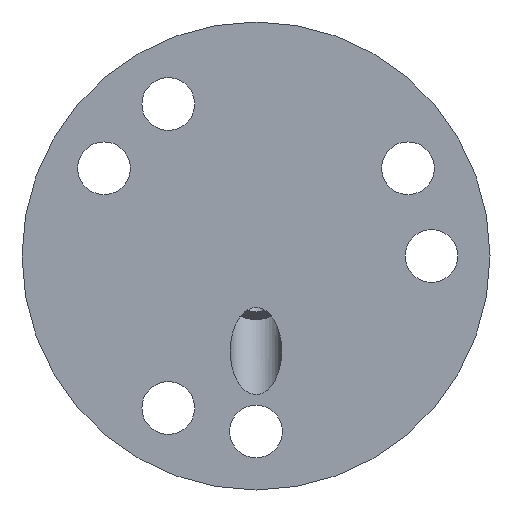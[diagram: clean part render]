
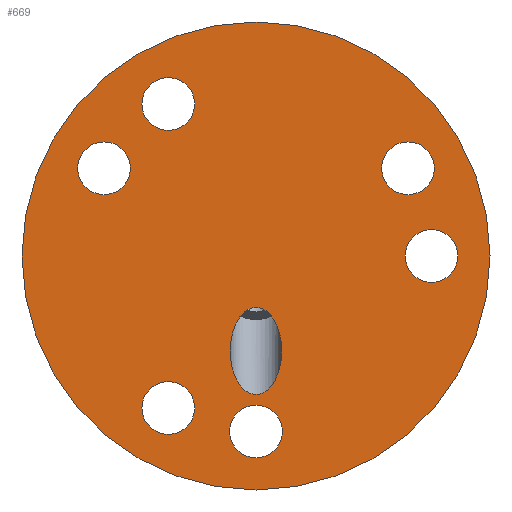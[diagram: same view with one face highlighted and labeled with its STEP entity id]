
A CAD part, front view. The second image highlights one B-rep face of the part: STEP entity #669.
In plain terms, the highlighted planar face has unit normal (0, -1, 0).
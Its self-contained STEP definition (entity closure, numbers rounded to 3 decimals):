
#34=FACE_BOUND('',#143,.T.);
#35=FACE_BOUND('',#144,.T.);
#36=FACE_BOUND('',#145,.T.);
#37=FACE_BOUND('',#146,.T.);
#38=FACE_BOUND('',#147,.T.);
#39=FACE_BOUND('',#148,.T.);
#40=FACE_BOUND('',#149,.T.);
#52=PLANE('',#767);
#89=FACE_OUTER_BOUND('',#142,.T.);
#142=EDGE_LOOP('',(#603));
#143=EDGE_LOOP('',(#604));
#144=EDGE_LOOP('',(#605));
#145=EDGE_LOOP('',(#606));
#146=EDGE_LOOP('',(#607));
#147=EDGE_LOOP('',(#608));
#148=EDGE_LOOP('',(#609));
#149=EDGE_LOOP('',(#610));
#150=ELLIPSE('',#686,3.716,2.2);
#276=CIRCLE('',#754,2.25);
#277=CIRCLE('',#756,2.25);
#278=CIRCLE('',#758,2.25);
#279=CIRCLE('',#760,2.25);
#280=CIRCLE('',#762,2.25);
#281=CIRCLE('',#764,2.25);
#282=CIRCLE('',#766,20.);
#284=VERTEX_POINT('',#985);
#334=VERTEX_POINT('',#1139);
#335=VERTEX_POINT('',#1143);
#336=VERTEX_POINT('',#1147);
#337=VERTEX_POINT('',#1151);
#338=VERTEX_POINT('',#1155);
#339=VERTEX_POINT('',#1159);
#340=VERTEX_POINT('',#1163);
#343=EDGE_CURVE('',#284,#284,#150,.T.);
#418=EDGE_CURVE('',#334,#334,#276,.T.);
#420=EDGE_CURVE('',#335,#335,#277,.T.);
#422=EDGE_CURVE('',#336,#336,#278,.T.);
#424=EDGE_CURVE('',#337,#337,#279,.T.);
#426=EDGE_CURVE('',#338,#338,#280,.T.);
#428=EDGE_CURVE('',#339,#339,#281,.T.);
#430=EDGE_CURVE('',#340,#340,#282,.T.);
#603=ORIENTED_EDGE('',*,*,#430,.F.);
#604=ORIENTED_EDGE('',*,*,#343,.T.);
#605=ORIENTED_EDGE('',*,*,#418,.T.);
#606=ORIENTED_EDGE('',*,*,#420,.T.);
#607=ORIENTED_EDGE('',*,*,#422,.T.);
#608=ORIENTED_EDGE('',*,*,#424,.T.);
#609=ORIENTED_EDGE('',*,*,#426,.T.);
#610=ORIENTED_EDGE('',*,*,#428,.T.);
#669=ADVANCED_FACE('',(#89,#34,#35,#36,#37,#38,#39,#40),#52,.F.);
#686=AXIS2_PLACEMENT_3D('',#987,#775,#776);
#754=AXIS2_PLACEMENT_3D('',#1141,#947,#948);
#756=AXIS2_PLACEMENT_3D('',#1145,#952,#953);
#758=AXIS2_PLACEMENT_3D('',#1149,#957,#958);
#760=AXIS2_PLACEMENT_3D('',#1153,#962,#963);
#762=AXIS2_PLACEMENT_3D('',#1157,#967,#968);
#764=AXIS2_PLACEMENT_3D('',#1161,#972,#973);
#766=AXIS2_PLACEMENT_3D('',#1165,#977,#978);
#767=AXIS2_PLACEMENT_3D('',#1166,#979,#980);
#775=DIRECTION('center_axis',(0.,1.,0.));
#776=DIRECTION('ref_axis',(0.,0.,-1.));
#947=DIRECTION('center_axis',(0.,1.,0.));
#948=DIRECTION('ref_axis',(-1.,0.,0.));
#952=DIRECTION('center_axis',(0.,1.,0.));
#953=DIRECTION('ref_axis',(-1.,0.,0.));
#957=DIRECTION('center_axis',(0.,1.,0.));
#958=DIRECTION('ref_axis',(-1.,0.,0.));
#962=DIRECTION('center_axis',(0.,1.,0.));
#963=DIRECTION('ref_axis',(-1.,0.,0.));
#967=DIRECTION('center_axis',(0.,1.,0.));
#968=DIRECTION('ref_axis',(-1.,0.,0.));
#972=DIRECTION('center_axis',(0.,1.,0.));
#973=DIRECTION('ref_axis',(-1.,0.,0.));
#977=DIRECTION('center_axis',(0.,1.,0.));
#978=DIRECTION('ref_axis',(1.,0.,0.));
#979=DIRECTION('center_axis',(0.,1.,0.));
#980=DIRECTION('ref_axis',(1.,0.,0.));
#985=CARTESIAN_POINT('',(2.2,0.,-8.115));
#987=CARTESIAN_POINT('Origin',(0.,0.,-8.115));
#1139=CARTESIAN_POINT('',(15.24,0.,7.5));
#1141=CARTESIAN_POINT('Origin',(12.99,0.,7.5));
#1143=CARTESIAN_POINT('',(-5.25,0.,-12.99));
#1145=CARTESIAN_POINT('Origin',(-7.5,0.,-12.99));
#1147=CARTESIAN_POINT('',(-5.25,0.,12.99));
#1149=CARTESIAN_POINT('Origin',(-7.5,0.,12.99));
#1151=CARTESIAN_POINT('',(17.25,0.,0.));
#1153=CARTESIAN_POINT('Origin',(15.,0.,0.));
#1155=CARTESIAN_POINT('',(2.25,0.,-15.));
#1157=CARTESIAN_POINT('Origin',(0.,0.,-15.));
#1159=CARTESIAN_POINT('',(-10.74,0.,7.5));
#1161=CARTESIAN_POINT('Origin',(-12.99,0.,7.5));
#1163=CARTESIAN_POINT('',(-20.,0.,0.));
#1165=CARTESIAN_POINT('Origin',(0.,0.,0.));
#1166=CARTESIAN_POINT('Origin',(0.,0.,0.));
